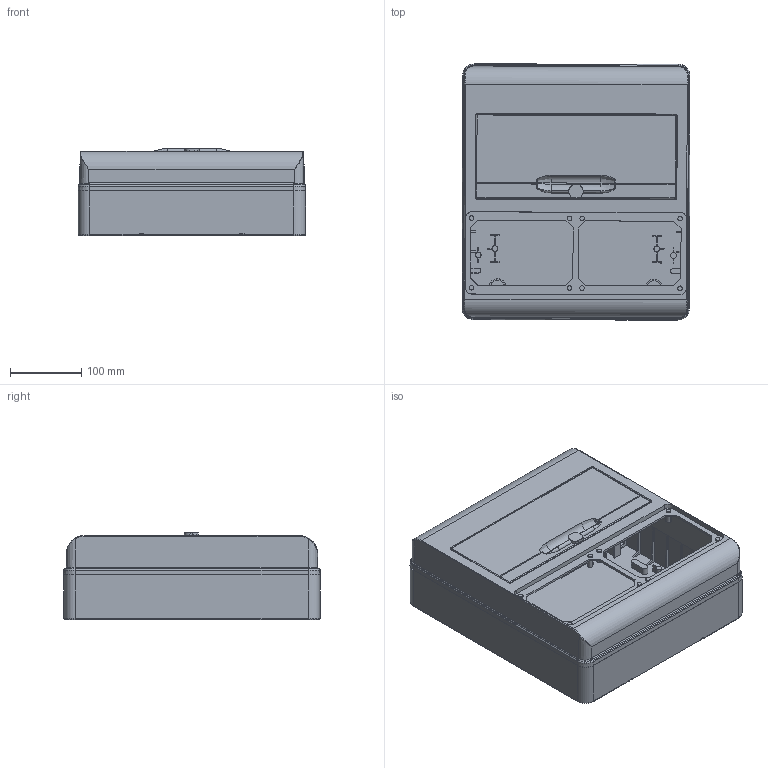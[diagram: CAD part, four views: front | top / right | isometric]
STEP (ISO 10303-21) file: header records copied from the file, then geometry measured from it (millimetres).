
FILE_DESCRIPTION((''),'2;1');
FILE_NAME('GW68006N_ASM','2021-03-24T09:57:16',('User'),('Axiro Italia'),'CREO PARAMETRIC BY PTC INC, 2020354','CREO PARAMETRIC BY PTC INC, 2020354','');
FILE_SCHEMA(('CONFIG_CONTROL_DESIGN'));
Length unit declared in the file: millimetre
Products named in the file (3): 55530422AXXX_TAB_FONDO_QDIN_14M; 55523906G_FRON_14M_1GR_16-32A_S; GW68006N_ASM
Assembly tree (2 placements, depth 2):
  GW68006N_ASM
    55530422AXXX_TAB_FONDO_QDIN_14M
    55523906G_FRON_14M_1GR_16-32A_S
Bounding box: 320.85 x 360.75 x 122.49 mm (x, y, z)
Volume: 2514578.2 mm3; surface area: 802908.8 mm2
Topology: 2 solids, 2 shells, 914 faces, 2500 edges, 1636 vertices
Faces by surface type: plane 564, cone 158, cylinder 120, bspline 46, torus 20, sphere 6
Entity records: 32837 total; most frequent: CARTESIAN_POINT 10029, ORIENTED_EDGE 4984, DIRECTION 4354, EDGE_CURVE 2492, VECTOR 1658, LINE 1658, VERTEX_POINT 1636, AXIS2_PLACEMENT_3D 1348
